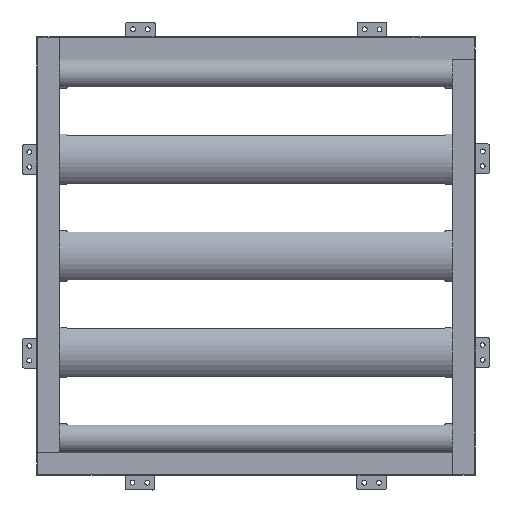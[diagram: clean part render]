
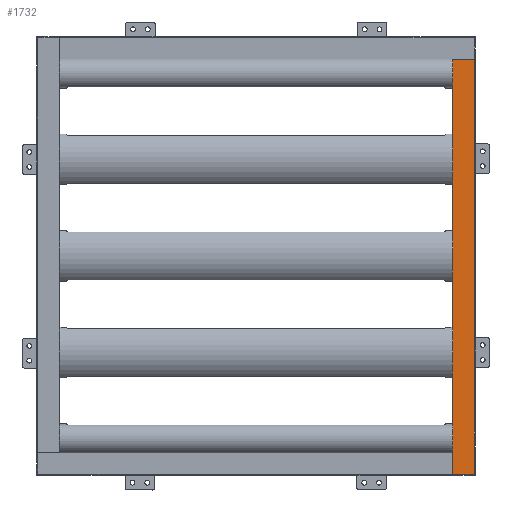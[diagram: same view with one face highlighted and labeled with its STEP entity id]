
A CAD part, top view. The second image highlights one B-rep face of the part: STEP entity #1732.
In plain terms, the highlighted face is planar.
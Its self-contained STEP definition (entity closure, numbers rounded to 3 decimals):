
#1732=ADVANCED_FACE('',(#2388),#2390,.T.);
#2388=FACE_BOUND('',#2389,.T.);
#2389=EDGE_LOOP('',(#4442,#4443,#4444,#4445));
#2390=PLANE('',#2391);
#2391=AXIS2_PLACEMENT_3D('',#2392,#2393,#2394);
#2392=CARTESIAN_POINT('',(-15.,-32.,0.));
#2393=DIRECTION('',(0.,-1.,0.));
#2394=DIRECTION('',(1.,0.,0.));
#4442=ORIENTED_EDGE('',*,*,#5532,.T.);
#4443=ORIENTED_EDGE('',*,*,#5444,.T.);
#4444=ORIENTED_EDGE('',*,*,#5441,.F.);
#4445=ORIENTED_EDGE('',*,*,#5500,.F.);
#5441=EDGE_CURVE('',#6102,#6100,#6104,.T.);
#5444=EDGE_CURVE('',#6107,#6100,#6109,.T.);
#5500=EDGE_CURVE('',#6193,#6102,#6195,.T.);
#5532=EDGE_CURVE('',#6193,#6107,#6256,.T.);
#6100=VERTEX_POINT('',#7313);
#6102=VERTEX_POINT('',#7318);
#6104=LINE('',#7322,#7323);
#6107=VERTEX_POINT('',#7330);
#6109=LINE('',#7335,#7336);
#6193=VERTEX_POINT('',#7545);
#6195=LINE('',#7550,#7551);
#6256=LINE('',#7692,#7693);
#7313=CARTESIAN_POINT('',(14.017,-32.,564.));
#7318=CARTESIAN_POINT('',(-15.,-32.,564.));
#7322=CARTESIAN_POINT('',(-15.,-32.,564.));
#7323=VECTOR('',#7324,1.);
#7324=DIRECTION('',(1.,0.,0.));
#7330=CARTESIAN_POINT('',(14.017,-32.,0.983));
#7335=CARTESIAN_POINT('',(14.017,-32.,0.983));
#7336=VECTOR('',#7337,1.);
#7337=DIRECTION('',(0.,0.,1.));
#7545=CARTESIAN_POINT('',(-15.,-32.,0.983));
#7550=CARTESIAN_POINT('',(-15.,-32.,0.983));
#7551=VECTOR('',#7552,1.);
#7552=DIRECTION('',(0.,0.,1.));
#7692=CARTESIAN_POINT('',(-15.,-32.,0.983));
#7693=VECTOR('',#7694,1.);
#7694=DIRECTION('',(1.,0.,0.));
